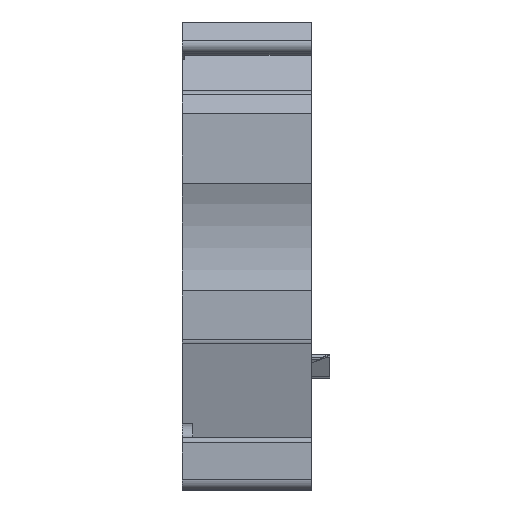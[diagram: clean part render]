
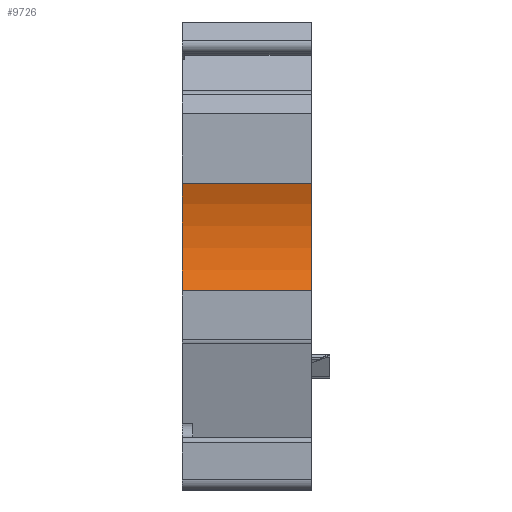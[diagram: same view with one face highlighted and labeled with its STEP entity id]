
A CAD part, left-side view. The second image highlights one B-rep face of the part: STEP entity #9726.
In plain terms, the highlighted cylindrical face has radius 13 mm (diameter 26 mm), a partial arc.
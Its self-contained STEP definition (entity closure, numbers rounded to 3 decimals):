
#165=CIRCLE('',#10219,13.);
#222=CIRCLE('',#10379,13.);
#297=CYLINDRICAL_SURFACE('',#10378,13.);
#1312=ORIENTED_EDGE('',*,*,#3683,.T.);
#1313=ORIENTED_EDGE('',*,*,#3904,.T.);
#1314=ORIENTED_EDGE('',*,*,#3714,.T.);
#1315=ORIENTED_EDGE('',*,*,#3579,.F.);
#3579=EDGE_CURVE('',#4973,#4974,#165,.T.);
#3683=EDGE_CURVE('',#4973,#5059,#5978,.T.);
#3714=EDGE_CURVE('',#5083,#4974,#6007,.F.);
#3904=EDGE_CURVE('',#5059,#5083,#222,.T.);
#4973=VERTEX_POINT('',#13699);
#4974=VERTEX_POINT('',#13701);
#5059=VERTEX_POINT('',#13922);
#5083=VERTEX_POINT('',#13985);
#5978=LINE('',#13921,#7053);
#6007=LINE('',#13984,#7082);
#7053=VECTOR('',#11266,1000.);
#7082=VECTOR('',#11315,1000.);
#8041=EDGE_LOOP('',(#1312,#1313,#1314,#1315));
#8690=FACE_BOUND('',#8041,.T.);
#9726=ADVANCED_FACE('',(#8690),#297,.F.);
#10219=AXIS2_PLACEMENT_3D('',#13700,#11110,#11111);
#10378=AXIS2_PLACEMENT_3D('',#14361,#11689,#11690);
#10379=AXIS2_PLACEMENT_3D('',#14362,#11691,#11692);
#11110=DIRECTION('',(0.,-1.,0.));
#11111=DIRECTION('',(0.,0.,-1.));
#11266=DIRECTION('',(0.,-1.,0.));
#11315=DIRECTION('',(0.,-1.,0.));
#11689=DIRECTION('',(0.,-1.,0.));
#11690=DIRECTION('',(0.,0.,-1.));
#11691=DIRECTION('',(0.,-1.,0.));
#11692=DIRECTION('',(-1.,0.,0.));
#13699=CARTESIAN_POINT('',(-53.8,12.,-3.251));
#13700=CARTESIAN_POINT('',(-65.8,12.,1.749));
#13701=CARTESIAN_POINT('',(-53.8,12.,6.749));
#13921=CARTESIAN_POINT('',(-53.8,116.679,-3.251));
#13922=CARTESIAN_POINT('',(-53.8,0.,-3.251));
#13984=CARTESIAN_POINT('',(-53.8,116.679,6.749));
#13985=CARTESIAN_POINT('',(-53.8,0.,6.749));
#14361=CARTESIAN_POINT('',(-65.8,116.679,1.749));
#14362=CARTESIAN_POINT('',(-65.8,0.,1.749));
